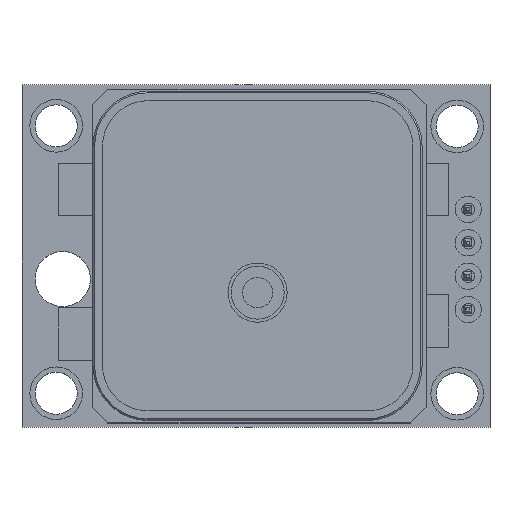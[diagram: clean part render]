
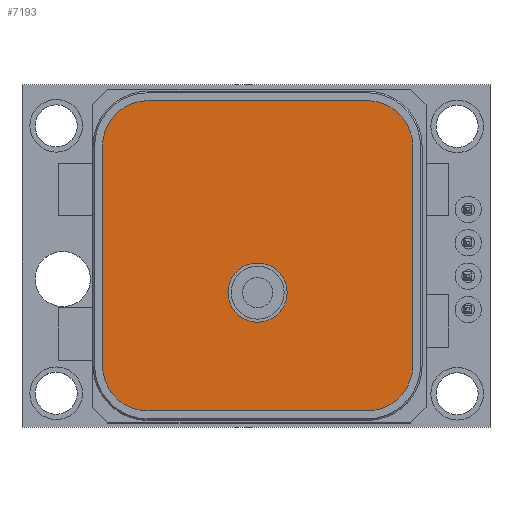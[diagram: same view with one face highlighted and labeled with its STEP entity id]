
A CAD part, top view. The second image highlights one B-rep face of the part: STEP entity #7193.
In plain terms, the highlighted planar face has unit normal (0, 0, 1).
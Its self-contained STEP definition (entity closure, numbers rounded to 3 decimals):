
#275=FACE_BOUND('',#1122,.T.);
#429=CIRCLE('',#7821,3.47);
#430=CIRCLE('',#7822,3.47);
#431=CIRCLE('',#7823,3.47);
#432=CIRCLE('',#7824,3.47);
#433=CIRCLE('',#7825,2.25);
#655=FACE_OUTER_BOUND('',#1121,.T.);
#1121=EDGE_LOOP('',(#5528,#5529,#5530,#5531,#5532,#5533,#5534,#5535));
#1122=EDGE_LOOP('',(#5536));
#1684=LINE('',#11206,#2476);
#1685=LINE('',#11210,#2477);
#1686=LINE('',#11214,#2478);
#1687=LINE('',#11217,#2479);
#2476=VECTOR('',#9184,16.66);
#2477=VECTOR('',#9187,16.66);
#2478=VECTOR('',#9190,16.66);
#2479=VECTOR('',#9193,16.66);
#3237=VERTEX_POINT('',#11202);
#3238=VERTEX_POINT('',#11203);
#3239=VERTEX_POINT('',#11205);
#3240=VERTEX_POINT('',#11207);
#3241=VERTEX_POINT('',#11209);
#3242=VERTEX_POINT('',#11211);
#3243=VERTEX_POINT('',#11213);
#3244=VERTEX_POINT('',#11215);
#3245=VERTEX_POINT('',#11218);
#4045=EDGE_CURVE('',#3237,#3238,#429,.T.);
#4046=EDGE_CURVE('',#3238,#3239,#1684,.T.);
#4047=EDGE_CURVE('',#3239,#3240,#430,.T.);
#4048=EDGE_CURVE('',#3240,#3241,#1685,.T.);
#4049=EDGE_CURVE('',#3241,#3242,#431,.T.);
#4050=EDGE_CURVE('',#3242,#3243,#1686,.T.);
#4051=EDGE_CURVE('',#3243,#3244,#432,.T.);
#4052=EDGE_CURVE('',#3244,#3237,#1687,.T.);
#4053=EDGE_CURVE('',#3245,#3245,#433,.T.);
#5528=ORIENTED_EDGE('',*,*,#4045,.T.);
#5529=ORIENTED_EDGE('',*,*,#4046,.T.);
#5530=ORIENTED_EDGE('',*,*,#4047,.T.);
#5531=ORIENTED_EDGE('',*,*,#4048,.T.);
#5532=ORIENTED_EDGE('',*,*,#4049,.T.);
#5533=ORIENTED_EDGE('',*,*,#4050,.T.);
#5534=ORIENTED_EDGE('',*,*,#4051,.T.);
#5535=ORIENTED_EDGE('',*,*,#4052,.T.);
#5536=ORIENTED_EDGE('',*,*,#4053,.F.);
#6604=PLANE('',#7820);
#7193=ADVANCED_FACE('',(#655,#275),#6604,.T.);
#7820=AXIS2_PLACEMENT_3D('',#11201,#9180,#9181);
#7821=AXIS2_PLACEMENT_3D('',#11204,#9182,#9183);
#7822=AXIS2_PLACEMENT_3D('',#11208,#9185,#9186);
#7823=AXIS2_PLACEMENT_3D('',#11212,#9188,#9189);
#7824=AXIS2_PLACEMENT_3D('',#11216,#9191,#9192);
#7825=AXIS2_PLACEMENT_3D('',#11219,#9194,#9195);
#9180=DIRECTION('center_axis',(0.,0.,
1.));
#9181=DIRECTION('ref_axis',(0.,-1.,0.));
#9182=DIRECTION('center_axis',(0.,0.,
1.));
#9183=DIRECTION('ref_axis',(0.,-1.,0.));
#9184=DIRECTION('',(0.,-1.,0.));
#9185=DIRECTION('center_axis',(0.,0.,
1.));
#9186=DIRECTION('ref_axis',(0.,-1.,0.));
#9187=DIRECTION('',(1.,0.,0.));
#9188=DIRECTION('center_axis',(0.,0.,
1.));
#9189=DIRECTION('ref_axis',(0.,-1.,0.));
#9190=DIRECTION('',(0.,1.,0.));
#9191=DIRECTION('center_axis',(0.,0.,
1.));
#9192=DIRECTION('ref_axis',(0.,-1.,0.));
#9193=DIRECTION('',(-1.,0.,0.));
#9194=DIRECTION('center_axis',(0.,0.,
1.));
#9195=DIRECTION('ref_axis',(0.,-1.,0.));
#11201=CARTESIAN_POINT('Origin',(36.69,-9.516,-21.874));
#11202=CARTESIAN_POINT('',(36.69,-6.046,-21.874));
#11203=CARTESIAN_POINT('',(33.22,-9.516,-21.874));
#11204=CARTESIAN_POINT('Origin',(36.69,-9.516,-21.874));
#11205=CARTESIAN_POINT('',(33.22,-26.176,-21.874));
#11206=CARTESIAN_POINT('',(33.22,-9.516,-21.874));
#11207=CARTESIAN_POINT('',(36.69,-29.646,-21.874));
#11208=CARTESIAN_POINT('Origin',(36.69,-26.176,-21.874));
#11209=CARTESIAN_POINT('',(53.35,-29.646,-21.874));
#11210=CARTESIAN_POINT('',(36.69,-29.646,-21.874));
#11211=CARTESIAN_POINT('',(56.82,-26.176,-21.874));
#11212=CARTESIAN_POINT('Origin',(53.35,-26.176,-21.874));
#11213=CARTESIAN_POINT('',(56.82,-9.516,-21.874));
#11214=CARTESIAN_POINT('',(56.82,-26.176,-21.874));
#11215=CARTESIAN_POINT('',(53.35,-6.046,-21.874));
#11216=CARTESIAN_POINT('Origin',(53.35,-9.516,-21.874));
#11217=CARTESIAN_POINT('',(53.35,-6.046,-21.874));
#11218=CARTESIAN_POINT('',(45.02,-17.296,-21.874));
#11219=CARTESIAN_POINT('Origin',(45.02,-15.046,-21.874));
